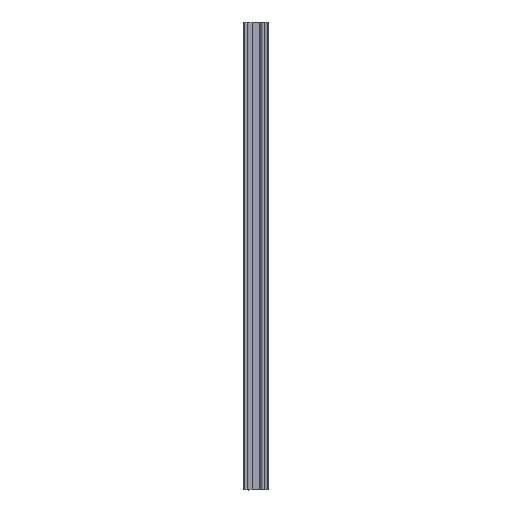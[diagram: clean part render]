
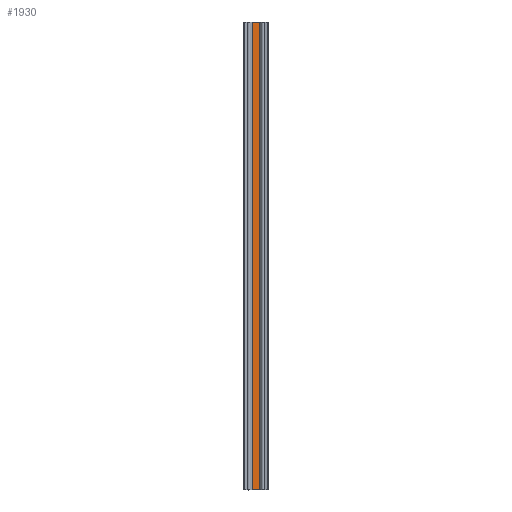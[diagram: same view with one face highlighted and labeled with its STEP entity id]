
A CAD part, top view. The second image highlights one B-rep face of the part: STEP entity #1930.
In plain terms, the highlighted free-form (B-spline) face has degree [1, 1] with [2, 2] control points.
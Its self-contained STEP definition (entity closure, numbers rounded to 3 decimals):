
#726=CARTESIAN_POINT('',(1.65,0.0,0.0));
#727=VERTEX_POINT('',#726);
#733=CARTESIAN_POINT('',(-1.65,0.0,0.));
#734=VERTEX_POINT('',#733);
#735=CARTESIAN_POINT('',(-1.65,0.0,0.));
#736=CARTESIAN_POINT('',(1.65,0.0,0.0));
#737=QUASI_UNIFORM_CURVE('',1,(#735,#736),.UNSPECIFIED.,.F.,.U.);
#738=EDGE_CURVE('',#734,#727,#737,.T.);
#922=CARTESIAN_POINT('',(-1.65,200.0,0.));
#923=VERTEX_POINT('',#922);
#929=CARTESIAN_POINT('',(1.65,200.0,0.0));
#930=VERTEX_POINT('',#929);
#931=CARTESIAN_POINT('',(-1.65,200.0,0.));
#932=CARTESIAN_POINT('',(1.65,200.0,0.0));
#933=QUASI_UNIFORM_CURVE('',1,(#931,#932),.UNSPECIFIED.,.F.,.U.);
#934=EDGE_CURVE('',#923,#930,#933,.T.);
#1811=CARTESIAN_POINT('',(-1.65,200.0,0.));
#1812=CARTESIAN_POINT('',(-1.65,0.0,0.));
#1813=QUASI_UNIFORM_CURVE('',1,(#1811,#1812),.UNSPECIFIED.,.F.,.U.);
#1814=EDGE_CURVE('',#923,#734,#1813,.T.);
#1915=CARTESIAN_POINT('',(1.815,-9.99,0.0));
#1916=CARTESIAN_POINT('',(-1.815,-9.99,0.0));
#1917=CARTESIAN_POINT('',(1.815,209.99,0.0));
#1918=CARTESIAN_POINT('',(-1.815,209.99,0.0));
#1919=B_SPLINE_SURFACE_WITH_KNOTS('',1,1,((#1915,#1917),(#1916,#1918)),.UNSPECIFIED.,.F.,.F.,.U.,(2,2),(2,2),(0.0,3.63),(0.0,219.98),.UNSPECIFIED.);
#1920=ORIENTED_EDGE('',*,*,#738,.T.);
#1921=CARTESIAN_POINT('',(1.65,200.0,0.0));
#1922=CARTESIAN_POINT('',(1.65,0.0,0.0));
#1923=QUASI_UNIFORM_CURVE('',1,(#1921,#1922),.UNSPECIFIED.,.F.,.U.);
#1924=EDGE_CURVE('',#930,#727,#1923,.T.);
#1925=ORIENTED_EDGE('',*,*,#1924,.F.);
#1926=ORIENTED_EDGE('',*,*,#934,.F.);
#1927=ORIENTED_EDGE('',*,*,#1814,.T.);
#1928=EDGE_LOOP('',(#1920,#1925,#1926,#1927));
#1929=FACE_OUTER_BOUND('',#1928,.T.);
#1930=ADVANCED_FACE('',(#1929),#1919,.F.);
